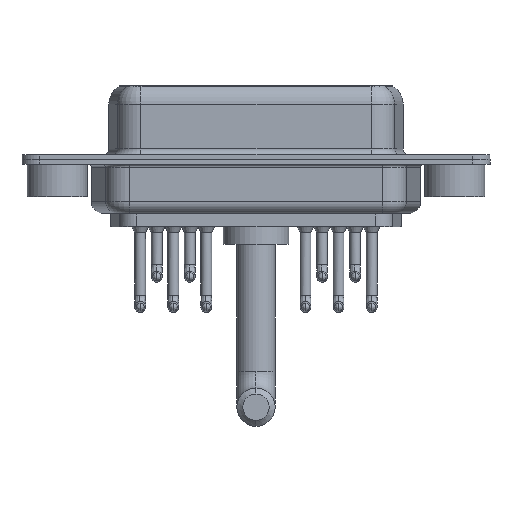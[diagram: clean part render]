
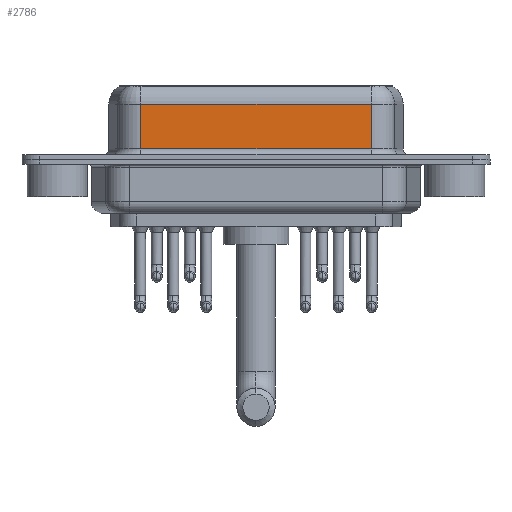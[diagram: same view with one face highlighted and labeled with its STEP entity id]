
A CAD part, front view. The second image highlights one B-rep face of the part: STEP entity #2786.
In plain terms, the highlighted planar face has unit normal (0, -1, 0).
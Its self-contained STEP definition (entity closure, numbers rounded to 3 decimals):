
#515 = ORIENTED_EDGE ( 'NONE', *, *, #1590, .F. ) ;
#1069 = LINE ( 'NONE', #6685, #1280 ) ;
#1091 = EDGE_CURVE ( 'NONE', #12499, #14706, #8753, .T. ) ;
#1198 = ORIENTED_EDGE ( 'NONE', *, *, #8504, .T. ) ;
#1280 = VECTOR ( 'NONE', #9763, 1000. ) ;
#1590 = EDGE_CURVE ( 'NONE', #12499, #16932, #17002, .T. ) ;
#2418 = CARTESIAN_POINT ( 'NONE',  ( 26.287, -3.95, 4.65 ) ) ;
#2786 = ADVANCED_FACE ( 'NONE', ( #12421 ), #16736, .F. ) ;
#2815 = ORIENTED_EDGE ( 'NONE', *, *, #1091, .T. ) ;
#2891 = CARTESIAN_POINT ( 'NONE',  ( 26.287, -3.95, 0.9 ) ) ;
#3048 = CARTESIAN_POINT ( 'NONE',  ( 26.287, -3.95, 0.9 ) ) ;
#4037 = DIRECTION ( 'NONE',  ( 0., 0., -1. ) ) ;
#5711 = AXIS2_PLACEMENT_3D ( 'NONE', #11291, #9693, #8387 ) ;
#6023 = VERTEX_POINT ( 'NONE', #7049 ) ;
#6685 = CARTESIAN_POINT ( 'NONE',  ( 7.013, -3.95, 6.4 ) ) ;
#7049 = CARTESIAN_POINT ( 'NONE',  ( 7.013, -3.95, 0.9 ) ) ;
#8387 = DIRECTION ( 'NONE',  ( 0., 0., 1. ) ) ;
#8504 = EDGE_CURVE ( 'NONE', #6023, #16932, #15853, .T. ) ;
#8753 = LINE ( 'NONE', #14257, #11367 ) ;
#9693 = DIRECTION ( 'NONE',  ( 0., 1., 0. ) ) ;
#9763 = DIRECTION ( 'NONE',  ( 0., 0., -1. ) ) ;
#10007 = VECTOR ( 'NONE', #12972, 1000. ) ;
#10300 = CARTESIAN_POINT ( 'NONE',  ( 7.013, -3.95, 4.65 ) ) ;
#10609 = ORIENTED_EDGE ( 'NONE', *, *, #11180, .T. ) ;
#10706 = EDGE_LOOP ( 'NONE', ( #515, #2815, #10609, #1198 ) ) ;
#11180 = EDGE_CURVE ( 'NONE', #14706, #6023, #1069, .T. ) ;
#11291 = CARTESIAN_POINT ( 'NONE',  ( 26.287, -3.95, 6.4 ) ) ;
#11367 = VECTOR ( 'NONE', #14448, 1000. ) ;
#12421 = FACE_OUTER_BOUND ( 'NONE', #10706, .T. ) ;
#12499 = VERTEX_POINT ( 'NONE', #2418 ) ;
#12829 = VECTOR ( 'NONE', #4037, 1000. ) ;
#12972 = DIRECTION ( 'NONE',  ( 1., 0., 0. ) ) ;
#14257 = CARTESIAN_POINT ( 'NONE',  ( 26.287, -3.95, 4.65 ) ) ;
#14448 = DIRECTION ( 'NONE',  ( -1., 0., 0. ) ) ;
#14706 = VERTEX_POINT ( 'NONE', #10300 ) ;
#15761 = CARTESIAN_POINT ( 'NONE',  ( 26.287, -3.95, 6.4 ) ) ;
#15853 = LINE ( 'NONE', #2891, #10007 ) ;
#16736 = PLANE ( 'NONE',  #5711 ) ;
#16932 = VERTEX_POINT ( 'NONE', #3048 ) ;
#17002 = LINE ( 'NONE', #15761, #12829 ) ;
